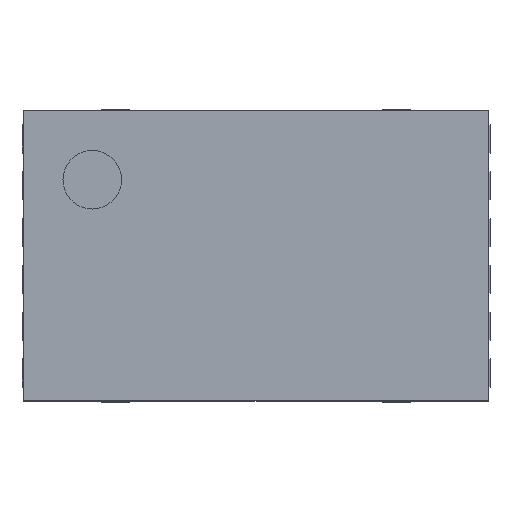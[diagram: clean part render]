
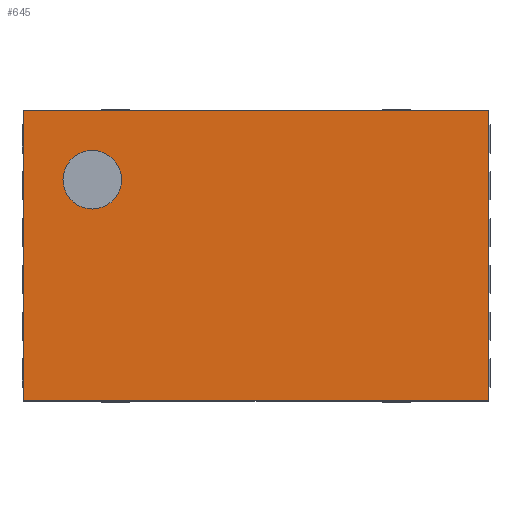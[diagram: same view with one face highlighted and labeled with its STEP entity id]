
A CAD part, top view. The second image highlights one B-rep face of the part: STEP entity #645.
In plain terms, the highlighted planar face has unit normal (0, 0, 1).
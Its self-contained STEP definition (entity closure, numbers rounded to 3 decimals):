
#13=DIRECTION('',(0.,0.,1.));
#70=DIRECTION('',(0.,-0.,-1.));
#180=VECTOR('',#181,1.);
#181=DIRECTION('',(1.,0.,0.));
#226=DIRECTION('',(0.,-1.,0.));
#230=ORIENTED_EDGE('',*,*,#231,.F.);
#231=EDGE_CURVE('',#232,#234,#236,.T.);
#232=VERTEX_POINT('',#233);
#233=CARTESIAN_POINT('',(-1.99,1.24,0.92));
#234=VERTEX_POINT('',#235);
#235=CARTESIAN_POINT('',(1.99,1.24,0.92));
#236=LINE('',#233,#180);
#300=VECTOR('',#226,1.);
#451=EDGE_CURVE('',#452,#454,#456,.T.);
#452=VERTEX_POINT('',#453);
#453=CARTESIAN_POINT('',(-1.99,-1.24,0.92));
#454=VERTEX_POINT('',#455);
#455=CARTESIAN_POINT('',(1.99,-1.24,0.92));
#456=LINE('',#453,#180);
#645=ADVANCED_FACE('',(#646,#655),#664,.T.);
#646=FACE_BOUND('',#647,.T.);
#647=EDGE_LOOP('',(#230,#648,#651,#652));
#648=ORIENTED_EDGE('',*,*,#649,.T.);
#649=EDGE_CURVE('',#232,#452,#650,.T.);
#650=LINE('',#233,#300);
#651=ORIENTED_EDGE('',*,*,#451,.T.);
#652=ORIENTED_EDGE('',*,*,#653,.F.);
#653=EDGE_CURVE('',#234,#454,#654,.T.);
#654=LINE('',#235,#300);
#655=FACE_BOUND('',#656,.T.);
#656=EDGE_LOOP('',(#657));
#657=ORIENTED_EDGE('',*,*,#658,.T.);
#658=EDGE_CURVE('',#659,#659,#661,.T.);
#659=VERTEX_POINT('',#660);
#660=CARTESIAN_POINT('',(-1.4,0.4,0.92));
#661=CIRCLE('',#662,0.25);
#662=AXIS2_PLACEMENT_3D('',#663,#70,#226);
#663=CARTESIAN_POINT('',(-1.4,0.65,0.92));
#664=PLANE('',#665);
#665=AXIS2_PLACEMENT_3D('',#233,#13,#226);
